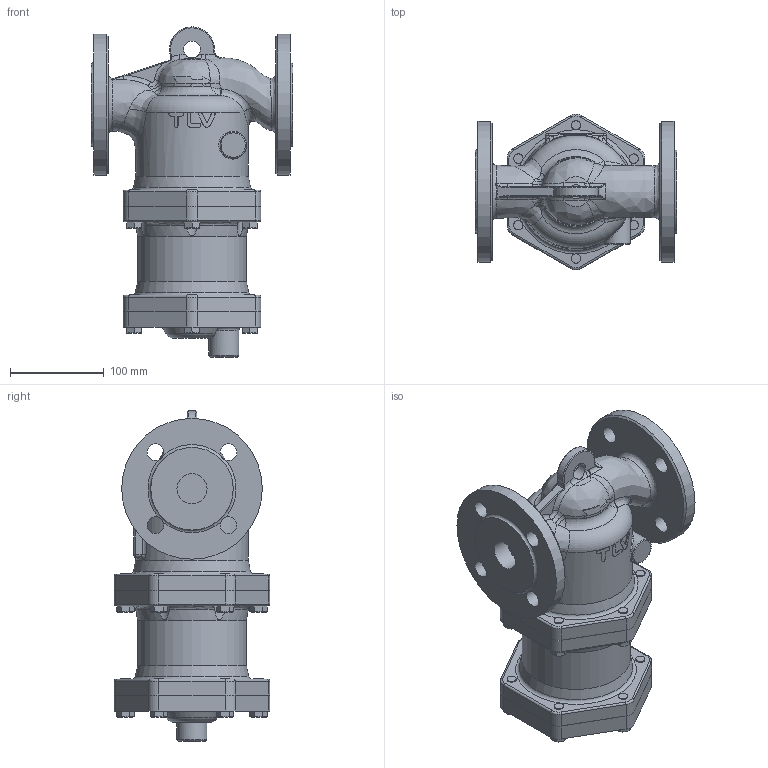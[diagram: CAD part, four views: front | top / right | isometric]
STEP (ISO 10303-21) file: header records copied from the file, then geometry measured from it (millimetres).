
FILE_DESCRIPTION(/* description */ (''),/* implementation_level */ '2;1');
FILE_NAME(/* name */ 'dc3s0-040-e0040-00.stp',/* time_stamp */ '2018-11-19T09:25:20+09:00',/* author */ ('nakaot'),/* organization */ (''),/* preprocessor_version */ 'ST-DEVELOPER v15.6',/* originating_system */ 'Autodesk Inventor 2015',/* authorisation */ '');
FILE_SCHEMA (('CONFIG_CONTROL_DESIGN'));
Length unit declared in the file: millimetre
Products named in the file (1): dc3s0-040-e0040-00
Bounding box: 215 x 166.02 x 351.97 mm (x, y, z)
Volume: 4207010.1 mm3; surface area: 318322.2 mm2
Topology: 1 solids, 1 shells, 586 faces, 1462 edges, 911 vertices
Faces by surface type: plane 207, cylinder 132, bspline 113, cone 84, torus 46, sphere 4
Full cylindrical faces by diameter (mm): 10 x24, 12 x12, 17.475 x1, 18 x9, 28 x1, 32 x3, 100 x2, 116 x1, 120 x1, 150 x2
Entity records: 29620 total; most frequent: CARTESIAN_POINT 17124, ORIENTED_EDGE 2712, DIRECTION 2336, EDGE_CURVE 1356, AXIS2_PLACEMENT_3D 984, VERTEX_POINT 876, EDGE_LOOP 732, FACE_OUTER_BOUND 586
